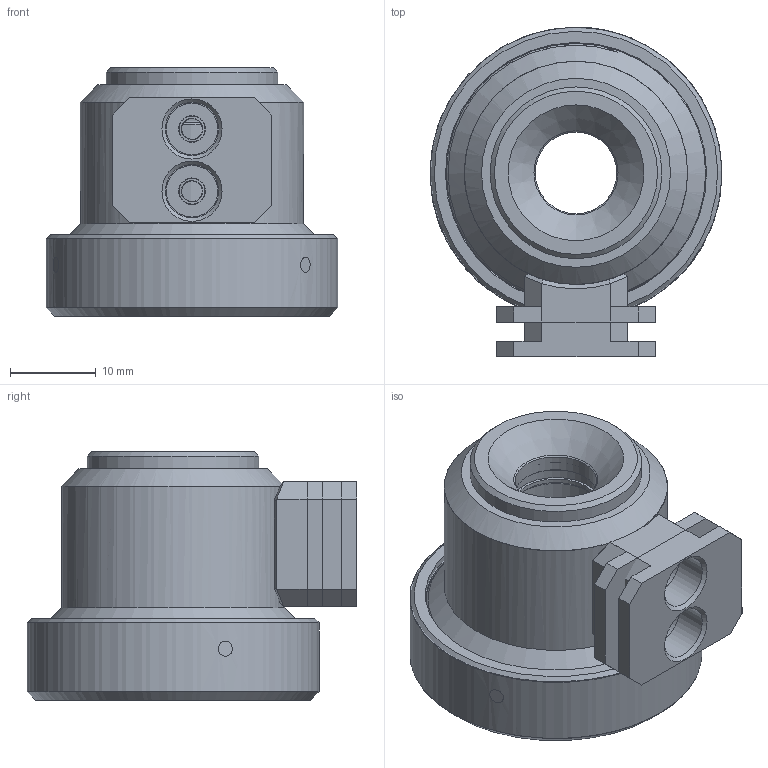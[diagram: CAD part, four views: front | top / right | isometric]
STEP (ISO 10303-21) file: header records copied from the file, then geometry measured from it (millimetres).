
FILE_DESCRIPTION(/* description */ (''),/* implementation_level */ '2;1');
FILE_NAME(/* name */ 'sam7_5_viewFinderColdShoe_238_forPrint',/* time_stamp */ '2023-10-09T21:15:18-04:00',/* author */ ('George Moua'),/* organization */ ('Archive 663'),/* preprocessor_version */ 'ST-DEVELOPER v16.7',/* originating_system */ 'Solid Edge',/* authorisation */ 'Unknown');
FILE_SCHEMA (('AUTOMOTIVE_DESIGN {1 0 10303 214 3 1 1}'));
Length unit declared in the file: millimetre
Products named in the file (10): sam7_5_viewFinder; sam7_5_MFT-LM_viewFinderCap_238_forPrint; sam7_5_MFT-LM_viewFinderBody_238_forPrint; sam7_5_MFT-LM_viewFinderBody_238_forCNC; sam7_5_MFT-LM_viewFinderColdShoe_238_forPrint; sam7_5_MFT-LM_viewFinderCollar_238_-1mm; sam7_5_MFT-LM_viewFinderBody; sam7_5_MFT-LM_viewFinderCap_238_forCNC; sam7_5_MFT-LM_viewFinderColdShoe_238_forCNC; sam7_5_MFT-LM_viewFinderColdShoe
Assembly tree (9 placements, depth 2):
  sam7_5_viewFinder
    sam7_5_MFT-LM_viewFinderCap_238_forPrint
    sam7_5_MFT-LM_viewFinderBody_238_forPrint
    sam7_5_MFT-LM_viewFinderBody_238_forCNC
    sam7_5_MFT-LM_viewFinderColdShoe_238_forPrint
    sam7_5_MFT-LM_viewFinderCollar_238_-1mm
    sam7_5_MFT-LM_viewFinderBody
    sam7_5_MFT-LM_viewFinderCap_238_forCNC
    sam7_5_MFT-LM_viewFinderColdShoe_238_forCNC
    sam7_5_MFT-LM_viewFinderColdShoe
Bounding box: 33.99 x 38.4 x 28.93 mm (x, y, z)
Volume: 36495.6 mm3; surface area: 22482.9 mm2
Topology: 9 solids, 9 shells, 224 faces, 575 edges, 379 vertices
Faces by surface type: plane 107, cylinder 68, cone 31, bspline 18
Full cylindrical faces by diameter (mm): 1.6 x4, 1.75 x3, 2.4 x4, 2.5 x2, 3 x4, 3.1 x2, 6 x2, 6.2 x4, 9.5 x1, 9.8 x3, 10.4 x1, 11 x2, 12 x1, 13 x1, 13.8 x3, 15 x1, 16.2 x2, 19.7 x1, 20 x5, 20.8 x1, 26 x3, 28.75 x1, 28.8 x1, 30.2 x1, 30.25 x2, 30.4 x1, 34 x2
Entity records: 8180 total; most frequent: CARTESIAN_POINT 3293, ORIENTED_EDGE 878, DIRECTION 862, EDGE_CURVE 439, EDGE_LOOP 369, FACE_BOUND 369, AXIS2_PLACEMENT_3D 357, VERTEX_POINT 332
